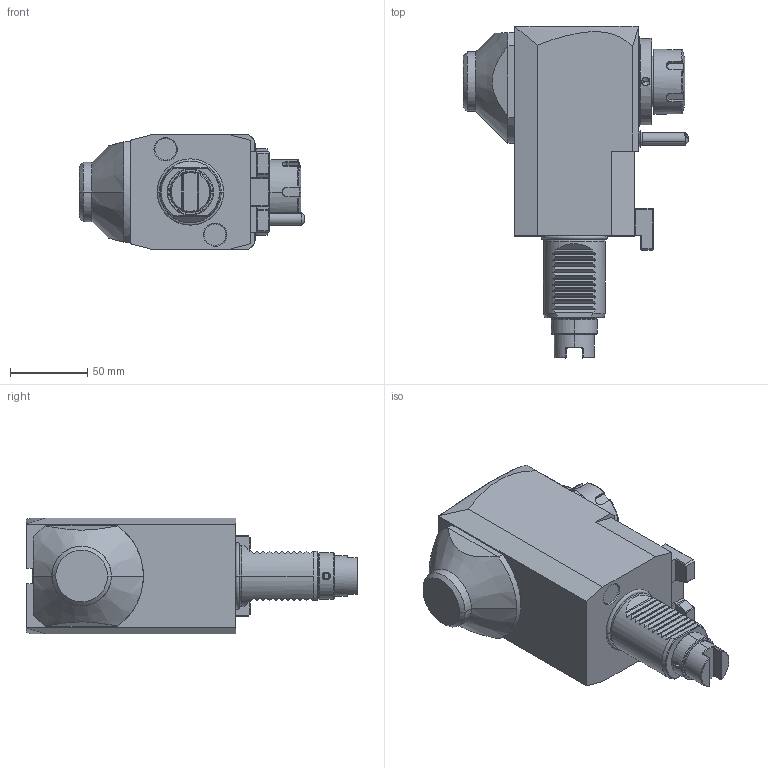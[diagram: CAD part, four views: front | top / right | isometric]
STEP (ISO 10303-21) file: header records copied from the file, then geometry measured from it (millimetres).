
FILE_DESCRIPTION((''),'2;1');
FILE_NAME('NGT1_40_261_25_3_3_100','2023-03-14T',('vali'),('NOVA GRUP'),'PRO/ENGINEER BY PARAMETRIC TECHNOLOGY CORPORATION, 2010280','PRO/ENGINEER BY PARAMETRIC TECHNOLOGY CORPORATION, 2010280','');
FILE_SCHEMA(('CONFIG_CONTROL_DESIGN'));
Length unit declared in the file: millimetre
Products named in the file (1): NGT1_40_261_25_3_3_100
Bounding box: 146.14 x 215 x 75 mm (x, y, z)
Volume: 1010942.1 mm3; surface area: 78209.6 mm2
Topology: 1 solids, 1 shells, 452 faces, 1158 edges, 719 vertices
Faces by surface type: plane 234, cylinder 85, cone 65, bspline 46, torus 18, extrusion 2, sphere 2
Entity records: 18880 total; most frequent: CARTESIAN_POINT 8631, ORIENTED_EDGE 2292, DIRECTION 1829, EDGE_CURVE 1146, VERTEX_POINT 717, VECTOR 613, LINE 611, AXIS2_PLACEMENT_3D 608
